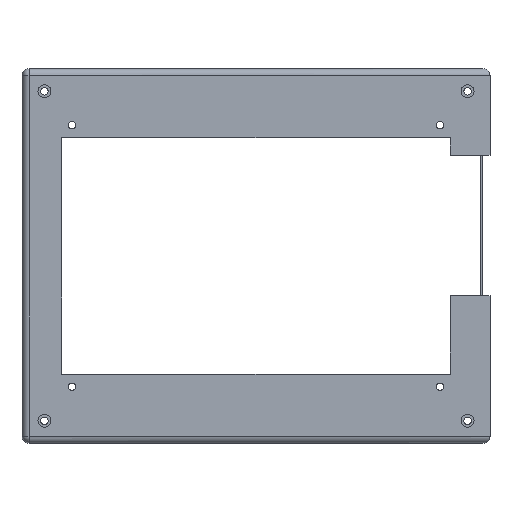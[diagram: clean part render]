
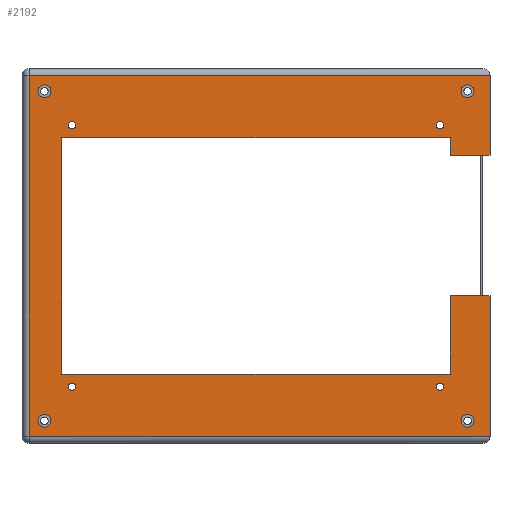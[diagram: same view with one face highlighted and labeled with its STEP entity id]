
A CAD part, top view. The second image highlights one B-rep face of the part: STEP entity #2192.
In plain terms, the highlighted planar face has unit normal (0, 0, 1).
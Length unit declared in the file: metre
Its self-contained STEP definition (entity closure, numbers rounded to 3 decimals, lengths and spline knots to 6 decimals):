
#86=LINE('',#3314,#289);
#87=LINE('',#3317,#290);
#88=LINE('',#3319,#291);
#89=LINE('',#3321,#292);
#90=LINE('',#3323,#293);
#91=LINE('',#3325,#294);
#92=LINE('',#3327,#295);
#93=LINE('',#3329,#296);
#94=LINE('',#3331,#297);
#95=LINE('',#3333,#298);
#96=LINE('',#3335,#299);
#97=LINE('',#3337,#300);
#289=VECTOR('',#2609,1.);
#290=VECTOR('',#2610,1.);
#291=VECTOR('',#2611,1.);
#292=VECTOR('',#2612,1.);
#293=VECTOR('',#2613,1.);
#294=VECTOR('',#2614,1.);
#295=VECTOR('',#2615,1.);
#296=VECTOR('',#2616,1.);
#297=VECTOR('',#2617,1.);
#298=VECTOR('',#2618,1.);
#299=VECTOR('',#2619,1.);
#300=VECTOR('',#2620,1.);
#492=ORIENTED_EDGE('',*,*,#1134,.T.);
#493=ORIENTED_EDGE('',*,*,#1135,.T.);
#494=ORIENTED_EDGE('',*,*,#1136,.F.);
#495=ORIENTED_EDGE('',*,*,#1137,.T.);
#496=ORIENTED_EDGE('',*,*,#1138,.T.);
#497=ORIENTED_EDGE('',*,*,#1139,.F.);
#498=ORIENTED_EDGE('',*,*,#1140,.F.);
#499=ORIENTED_EDGE('',*,*,#1141,.F.);
#500=ORIENTED_EDGE('',*,*,#1142,.F.);
#501=ORIENTED_EDGE('',*,*,#1143,.F.);
#502=ORIENTED_EDGE('',*,*,#1144,.F.);
#503=ORIENTED_EDGE('',*,*,#1145,.T.);
#504=ORIENTED_EDGE('',*,*,#1146,.T.);
#505=ORIENTED_EDGE('',*,*,#1147,.T.);
#506=ORIENTED_EDGE('',*,*,#1148,.F.);
#507=ORIENTED_EDGE('',*,*,#1149,.T.);
#508=ORIENTED_EDGE('',*,*,#1150,.F.);
#509=ORIENTED_EDGE('',*,*,#1151,.T.);
#510=ORIENTED_EDGE('',*,*,#1152,.T.);
#511=ORIENTED_EDGE('',*,*,#1153,.T.);
#1134=EDGE_CURVE('',#1455,#1455,#1665,.T.);
#1135=EDGE_CURVE('',#1456,#1456,#1666,.T.);
#1136=EDGE_CURVE('',#1457,#1457,#1667,.T.);
#1137=EDGE_CURVE('',#1458,#1458,#1668,.T.);
#1138=EDGE_CURVE('',#1459,#1459,#1669,.T.);
#1139=EDGE_CURVE('',#1460,#1460,#1670,.T.);
#1140=EDGE_CURVE('',#1461,#1461,#1671,.T.);
#1141=EDGE_CURVE('',#1462,#1462,#1672,.T.);
#1142=EDGE_CURVE('',#1463,#1464,#86,.T.);
#1143=EDGE_CURVE('',#1465,#1463,#87,.T.);
#1144=EDGE_CURVE('',#1466,#1465,#88,.T.);
#1145=EDGE_CURVE('',#1466,#1467,#89,.T.);
#1146=EDGE_CURVE('',#1467,#1468,#90,.T.);
#1147=EDGE_CURVE('',#1468,#1469,#91,.T.);
#1148=EDGE_CURVE('',#1470,#1469,#92,.T.);
#1149=EDGE_CURVE('',#1470,#1471,#93,.T.);
#1150=EDGE_CURVE('',#1472,#1471,#94,.T.);
#1151=EDGE_CURVE('',#1472,#1473,#95,.T.);
#1152=EDGE_CURVE('',#1473,#1474,#96,.T.);
#1153=EDGE_CURVE('',#1474,#1464,#97,.F.);
#1455=VERTEX_POINT('',#3299);
#1456=VERTEX_POINT('',#3301);
#1457=VERTEX_POINT('',#3303);
#1458=VERTEX_POINT('',#3305);
#1459=VERTEX_POINT('',#3307);
#1460=VERTEX_POINT('',#3309);
#1461=VERTEX_POINT('',#3311);
#1462=VERTEX_POINT('',#3313);
#1463=VERTEX_POINT('',#3315);
#1464=VERTEX_POINT('',#3316);
#1465=VERTEX_POINT('',#3318);
#1466=VERTEX_POINT('',#3320);
#1467=VERTEX_POINT('',#3322);
#1468=VERTEX_POINT('',#3324);
#1469=VERTEX_POINT('',#3326);
#1470=VERTEX_POINT('',#3328);
#1471=VERTEX_POINT('',#3330);
#1472=VERTEX_POINT('',#3332);
#1473=VERTEX_POINT('',#3334);
#1474=VERTEX_POINT('',#3336);
#1665=CIRCLE('',#2339,0.0016);
#1666=CIRCLE('',#2340,0.0016);
#1667=CIRCLE('',#2341,0.00279);
#1668=CIRCLE('',#2342,0.00279);
#1669=CIRCLE('',#2343,0.00279);
#1670=CIRCLE('',#2344,0.00279);
#1671=CIRCLE('',#2345,0.0016);
#1672=CIRCLE('',#2346,0.0016);
#1781=EDGE_LOOP('',(#492));
#1782=EDGE_LOOP('',(#493));
#1783=EDGE_LOOP('',(#494));
#1784=EDGE_LOOP('',(#495));
#1785=EDGE_LOOP('',(#496));
#1786=EDGE_LOOP('',(#497));
#1787=EDGE_LOOP('',(#498));
#1788=EDGE_LOOP('',(#499));
#1789=EDGE_LOOP('',(#500,#501,#502,#503,#504,#505,#506,#507,#508,#509,#510,
#511));
#1956=FACE_BOUND('',#1781,.T.);
#1957=FACE_BOUND('',#1782,.T.);
#1958=FACE_BOUND('',#1783,.T.);
#1959=FACE_BOUND('',#1784,.T.);
#1960=FACE_BOUND('',#1785,.T.);
#1961=FACE_BOUND('',#1786,.T.);
#1962=FACE_BOUND('',#1787,.T.);
#1963=FACE_BOUND('',#1788,.T.);
#1964=FACE_BOUND('',#1789,.T.);
#2131=PLANE('',#2338);
#2192=ADVANCED_FACE('',(#1956,#1957,#1958,#1959,#1960,#1961,#1962,#1963,
#1964),#2131,.F.);
#2338=AXIS2_PLACEMENT_3D('',#3297,#2591,#2592);
#2339=AXIS2_PLACEMENT_3D('',#3298,#2593,#2594);
#2340=AXIS2_PLACEMENT_3D('',#3300,#2595,#2596);
#2341=AXIS2_PLACEMENT_3D('',#3302,#2597,#2598);
#2342=AXIS2_PLACEMENT_3D('',#3304,#2599,#2600);
#2343=AXIS2_PLACEMENT_3D('',#3306,#2601,#2602);
#2344=AXIS2_PLACEMENT_3D('',#3308,#2603,#2604);
#2345=AXIS2_PLACEMENT_3D('',#3310,#2605,#2606);
#2346=AXIS2_PLACEMENT_3D('',#3312,#2607,#2608);
#2591=DIRECTION('',(0.,0.,-1.));
#2592=DIRECTION('',(1.,0.,0.));
#2593=DIRECTION('',(0.,0.,-1.));
#2594=DIRECTION('',(1.,0.,0.));
#2595=DIRECTION('',(0.,0.,-1.));
#2596=DIRECTION('',(1.,0.,0.));
#2597=DIRECTION('',(0.,0.,1.));
#2598=DIRECTION('',(1.,0.,0.));
#2599=DIRECTION('',(0.,0.,-1.));
#2600=DIRECTION('',(1.,0.,0.));
#2601=DIRECTION('',(0.,0.,-1.));
#2602=DIRECTION('',(1.,0.,0.));
#2603=DIRECTION('',(0.,0.,1.));
#2604=DIRECTION('',(1.,0.,0.));
#2605=DIRECTION('',(0.,0.,1.));
#2606=DIRECTION('',(1.,0.,0.));
#2607=DIRECTION('',(0.,0.,1.));
#2608=DIRECTION('',(1.,0.,0.));
#2609=DIRECTION('',(0.,-1.,0.));
#2610=DIRECTION('',(1.,0.,0.));
#2611=DIRECTION('',(0.,1.,0.));
#2612=DIRECTION('',(-1.,0.,0.));
#2613=DIRECTION('',(0.,1.,0.));
#2614=DIRECTION('',(1.,0.,0.));
#2615=DIRECTION('',(0.,1.,0.));
#2616=DIRECTION('',(1.,0.,0.));
#2617=DIRECTION('',(0.,-1.,0.));
#2618=DIRECTION('',(-1.,0.,0.));
#2619=DIRECTION('',(0.,-1.,0.));
#2620=DIRECTION('',(-1.,0.,0.));
#3297=CARTESIAN_POINT('',(0.,0.,0.0515));
#3298=CARTESIAN_POINT('',(0.078599,0.0559,0.0515));
#3299=CARTESIAN_POINT('',(0.080199,0.0559,0.0515));
#3300=CARTESIAN_POINT('',(-0.078599,-0.0559,0.0515));
#3301=CARTESIAN_POINT('',(-0.076999,-0.0559,0.0515));
#3302=CARTESIAN_POINT('',(0.0904,-0.0704,0.0515));
#3303=CARTESIAN_POINT('',(0.09319,-0.0704,0.0515));
#3304=CARTESIAN_POINT('',(0.0904,0.0704,0.0515));
#3305=CARTESIAN_POINT('',(0.09319,0.0704,0.0515));
#3306=CARTESIAN_POINT('',(-0.0904,-0.0704,0.0515));
#3307=CARTESIAN_POINT('',(-0.08761,-0.0704,0.0515));
#3308=CARTESIAN_POINT('',(-0.0904,0.0704,0.0515));
#3309=CARTESIAN_POINT('',(-0.08761,0.0704,0.0515));
#3310=CARTESIAN_POINT('',(-0.078599,0.0559,0.0515));
#3311=CARTESIAN_POINT('',(-0.076999,0.0559,0.0515));
#3312=CARTESIAN_POINT('',(0.078599,-0.0559,0.0515));
#3313=CARTESIAN_POINT('',(0.080199,-0.0559,0.0515));
#3314=CARTESIAN_POINT('',(0.1,0.,0.0515));
#3315=CARTESIAN_POINT('',(0.1,-0.017,0.0515));
#3316=CARTESIAN_POINT('',(0.1,-0.077,0.0515));
#3317=CARTESIAN_POINT('',(0.09,-0.017,0.0515));
#3318=CARTESIAN_POINT('',(0.083,-0.017,0.0515));
#3319=CARTESIAN_POINT('',(0.083,0.,0.0515));
#3320=CARTESIAN_POINT('',(0.083,-0.0505,0.0515));
#3321=CARTESIAN_POINT('',(0.,-0.0505,0.0515));
#3322=CARTESIAN_POINT('',(-0.083,-0.0505,0.0515));
#3323=CARTESIAN_POINT('',(-0.083,0.,0.0515));
#3324=CARTESIAN_POINT('',(-0.083,0.0505,0.0515));
#3325=CARTESIAN_POINT('',(0.,0.0505,0.0515));
#3326=CARTESIAN_POINT('',(0.083,0.0505,0.0515));
#3327=CARTESIAN_POINT('',(0.083,0.,0.0515));
#3328=CARTESIAN_POINT('',(0.083,0.043,0.0515));
#3329=CARTESIAN_POINT('',(0.09,0.043,0.0515));
#3330=CARTESIAN_POINT('',(0.1,0.043,0.0515));
#3331=CARTESIAN_POINT('',(0.1,0.,0.0515));
#3332=CARTESIAN_POINT('',(0.1,0.077,0.0515));
#3333=CARTESIAN_POINT('',(-0.1,0.077,0.0515));
#3334=CARTESIAN_POINT('',(-0.097,0.077,0.0515));
#3335=CARTESIAN_POINT('',(-0.097,-0.08,0.0515));
#3336=CARTESIAN_POINT('',(-0.097,-0.077,0.0515));
#3337=CARTESIAN_POINT('',(0.,-0.077,0.0515));
